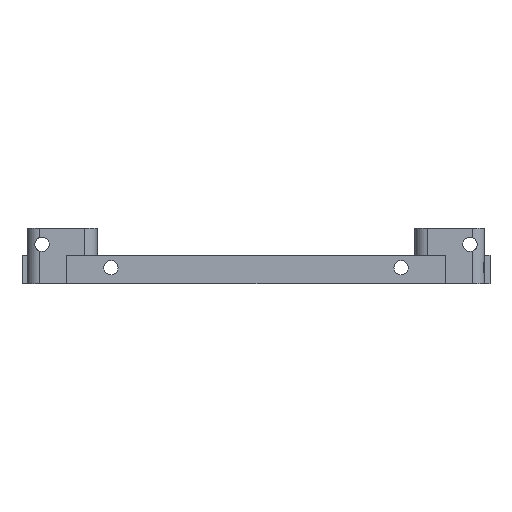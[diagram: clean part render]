
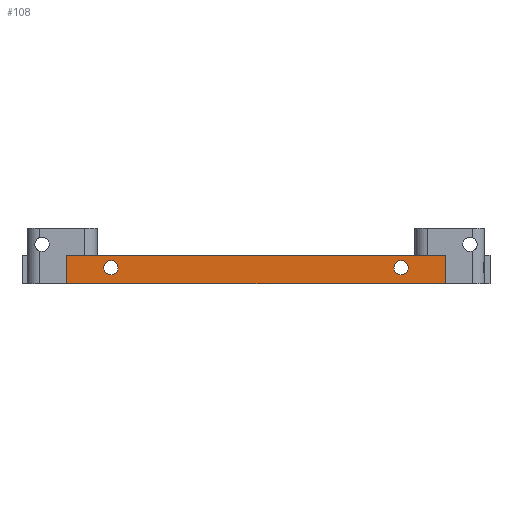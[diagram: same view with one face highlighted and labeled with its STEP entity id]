
A CAD part, front view. The second image highlights one B-rep face of the part: STEP entity #108.
In plain terms, the highlighted planar face has unit normal (0, -1, 0).
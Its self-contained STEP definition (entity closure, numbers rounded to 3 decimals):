
#108=ADVANCED_FACE('',(#629,#631,#633),#635,.T.);
#629=FACE_BOUND('',#630,.T.);
#630=EDGE_LOOP('',(#1599,#1600,#1601,#1602));
#631=FACE_BOUND('',#632,.T.);
#632=EDGE_LOOP('',(#1603));
#633=FACE_BOUND('',#634,.T.);
#634=EDGE_LOOP('',(#1604));
#635=PLANE('',#636);
#636=AXIS2_PLACEMENT_3D('',#637,#638,#639);
#637=CARTESIAN_POINT('',(-49.2,-49.2,0.));
#638=DIRECTION('',(0.,-1.,0.));
#639=DIRECTION('',(1.,0.,0.));
#1599=ORIENTED_EDGE('',*,*,#2196,.T.);
#1600=ORIENTED_EDGE('',*,*,#2044,.T.);
#1601=ORIENTED_EDGE('',*,*,#2195,.T.);
#1602=ORIENTED_EDGE('',*,*,#2197,.F.);
#1603=ORIENTED_EDGE('',*,*,#2198,.T.);
#1604=ORIENTED_EDGE('',*,*,#2199,.T.);
#2044=EDGE_CURVE('',#2501,#2499,#2502,.T.);
#2195=EDGE_CURVE('',#2499,#2760,#2762,.F.);
#2196=EDGE_CURVE('',#2763,#2501,#2764,.F.);
#2197=EDGE_CURVE('',#2763,#2760,#2765,.T.);
#2198=EDGE_CURVE('',#2766,#2766,#2767,.T.);
#2199=EDGE_CURVE('',#2768,#2768,#2769,.T.);
#2499=VERTEX_POINT('',#3896);
#2501=VERTEX_POINT('',#3900);
#2502=LINE('',#3901,#3902);
#2760=VERTEX_POINT('',#4629);
#2762=LINE('',#4633,#4634);
#2763=VERTEX_POINT('',#4636);
#2764=LINE('',#4637,#4638);
#2765=LINE('',#4640,#4641);
#2766=VERTEX_POINT('',#4643);
#2767=CIRCLE('',#4644,1.5);
#2768=VERTEX_POINT('',#4648);
#2769=CIRCLE('',#4649,1.5);
#3896=CARTESIAN_POINT('',(39.8,-49.2,0.));
#3900=CARTESIAN_POINT('',(-39.8,-49.2,0.));
#3901=CARTESIAN_POINT('',(-39.8,-49.2,0.));
#3902=VECTOR('',#3903,1.);
#3903=DIRECTION('',(1.,0.,0.));
#4629=CARTESIAN_POINT('',(39.8,-49.2,6.));
#4633=CARTESIAN_POINT('',(39.8,-49.2,6.));
#4634=VECTOR('',#4635,1.);
#4635=DIRECTION('',(0.,0.,-1.));
#4636=CARTESIAN_POINT('',(-39.8,-49.2,6.));
#4637=CARTESIAN_POINT('',(-39.8,-49.2,0.));
#4638=VECTOR('',#4639,1.);
#4639=DIRECTION('',(0.,0.,1.));
#4640=CARTESIAN_POINT('',(-39.8,-49.2,6.));
#4641=VECTOR('',#4642,1.);
#4642=DIRECTION('',(1.,0.,0.));
#4643=CARTESIAN_POINT('',(-32.,-49.2,3.4));
#4644=AXIS2_PLACEMENT_3D('',#4645,#4646,#4647);
#4645=CARTESIAN_POINT('',(-30.5,-49.2,3.4));
#4646=DIRECTION('',(0.,1.,0.));
#4647=DIRECTION('',(-1.,0.,0.));
#4648=CARTESIAN_POINT('',(29.,-49.2,3.4));
#4649=AXIS2_PLACEMENT_3D('',#4650,#4651,#4652);
#4650=CARTESIAN_POINT('',(30.5,-49.2,3.4));
#4651=DIRECTION('',(0.,1.,0.));
#4652=DIRECTION('',(-1.,0.,0.));
